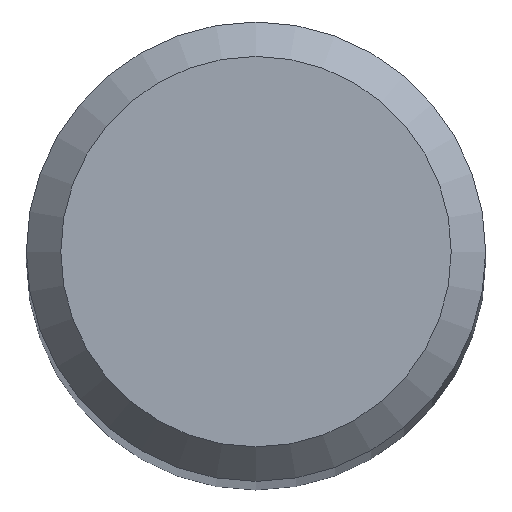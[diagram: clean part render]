
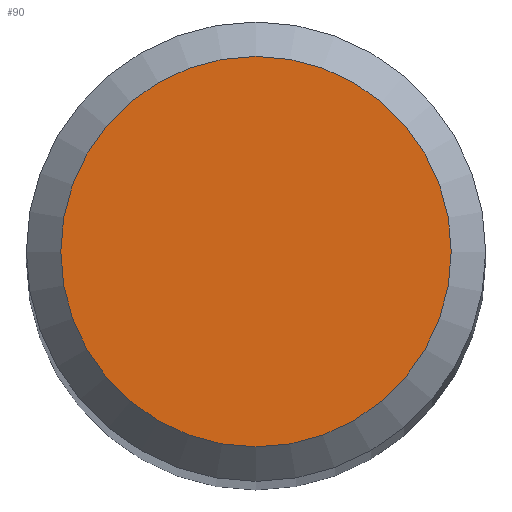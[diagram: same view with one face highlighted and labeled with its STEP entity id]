
A CAD part, top view. The second image highlights one B-rep face of the part: STEP entity #90.
In plain terms, the highlighted planar face has unit normal (0, 0, 1).
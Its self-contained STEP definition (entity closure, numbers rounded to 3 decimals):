
#6 = CARTESIAN_POINT ( 'NONE',  ( 0., 0., 50. ) ) ;
#29 = CIRCLE ( 'NONE', #64, 1.7 ) ;
#44 = DIRECTION ( 'NONE',  ( 0., 1., 0. ) ) ;
#59 = EDGE_CURVE ( 'NONE', #70, #70, #29, .T. ) ;
#64 = AXIS2_PLACEMENT_3D ( 'NONE', #6, #175, #78 ) ;
#70 = VERTEX_POINT ( 'NONE', #149 ) ;
#78 = DIRECTION ( 'NONE',  ( 0., 1., 0. ) ) ;
#90 = ADVANCED_FACE ( 'NONE', ( #134 ), #232, .F. ) ;
#97 = ORIENTED_EDGE ( 'NONE', *, *, #59, .F. ) ;
#134 = FACE_OUTER_BOUND ( 'NONE', #213, .T. ) ;
#139 = DIRECTION ( 'NONE',  ( 0., 0., -1. ) ) ;
#149 = CARTESIAN_POINT ( 'NONE',  ( 0., 1.7, 50. ) ) ;
#175 = DIRECTION ( 'NONE',  ( 0., 0., -1. ) ) ;
#213 = EDGE_LOOP ( 'NONE', ( #97 ) ) ;
#225 = AXIS2_PLACEMENT_3D ( 'NONE', #229, #139, #44 ) ;
#229 = CARTESIAN_POINT ( 'NONE',  ( 0., 0., 50. ) ) ;
#232 = PLANE ( 'NONE',  #225 ) ;
